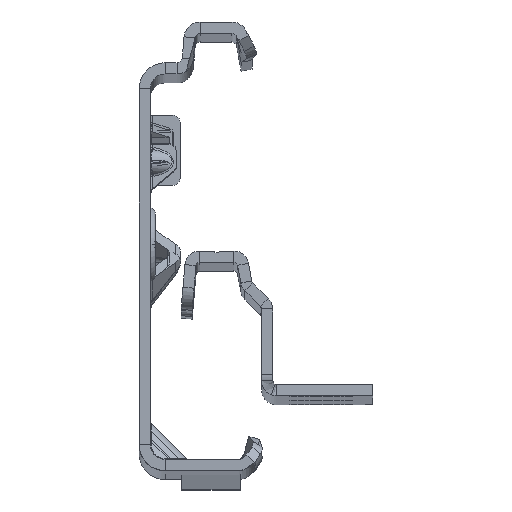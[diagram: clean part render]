
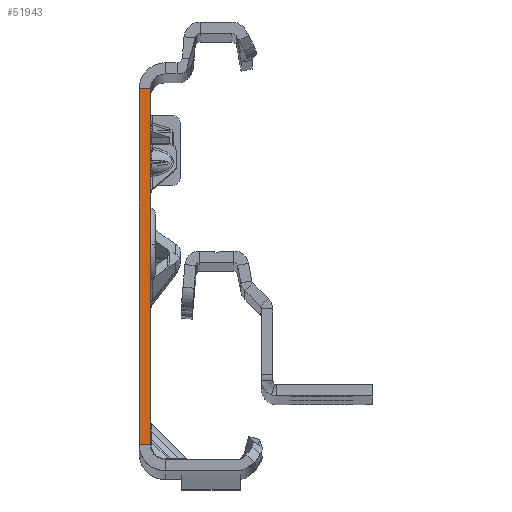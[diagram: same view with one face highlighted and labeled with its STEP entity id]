
A CAD part, top view. The second image highlights one B-rep face of the part: STEP entity #51943.
In plain terms, the highlighted planar face has unit normal (0, 0, 1).
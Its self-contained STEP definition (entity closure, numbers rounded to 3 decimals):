
#262 = CARTESIAN_POINT ( 'NONE',  ( 0., -27.865, 0. ) ) ;
#1651 = VECTOR ( 'NONE', #49248, 1000. ) ;
#1707 = LINE ( 'NONE', #40527, #10520 ) ;
#3111 = ORIENTED_EDGE ( 'NONE', *, *, #50942, .T. ) ;
#4609 = ORIENTED_EDGE ( 'NONE', *, *, #52646, .F. ) ;
#4743 = VERTEX_POINT ( 'NONE', #27055 ) ;
#10520 = VECTOR ( 'NONE', #32087, 1000. ) ;
#12355 = AXIS2_PLACEMENT_3D ( 'NONE', #36945, #28515, #46930 ) ;
#12877 = EDGE_CURVE ( 'NONE', #50561, #50483, #25551, .T. ) ;
#13480 = ORIENTED_EDGE ( 'NONE', *, *, #28715, .T. ) ;
#13782 = DIRECTION ( 'NONE',  ( -1., 0., 0. ) ) ;
#15256 = PLANE ( 'NONE',  #12355 ) ;
#16209 = CARTESIAN_POINT ( 'NONE',  ( 0., 22.135, 0. ) ) ;
#25551 = LINE ( 'NONE', #262, #44594 ) ;
#27055 = CARTESIAN_POINT ( 'NONE',  ( -1.5, -25.865, 0. ) ) ;
#27374 = LINE ( 'NONE', #49797, #1651 ) ;
#28515 = DIRECTION ( 'NONE',  ( 0., 0., 1. ) ) ;
#28715 = EDGE_CURVE ( 'NONE', #53199, #4743, #27374, .T. ) ;
#32087 = DIRECTION ( 'NONE',  ( -1., 0., 0. ) ) ;
#35465 = CARTESIAN_POINT ( 'NONE',  ( 0., 22.135, 0. ) ) ;
#36236 = CARTESIAN_POINT ( 'NONE',  ( 0., -25.865, 0. ) ) ;
#36945 = CARTESIAN_POINT ( 'NONE',  ( -1.5, -27.865, 0. ) ) ;
#37539 = ORIENTED_EDGE ( 'NONE', *, *, #12877, .F. ) ;
#40527 = CARTESIAN_POINT ( 'NONE',  ( 0., -25.865, 0. ) ) ;
#43079 = LINE ( 'NONE', #35465, #55381 ) ;
#44594 = VECTOR ( 'NONE', #50836, 1000. ) ;
#46076 = CARTESIAN_POINT ( 'NONE',  ( -1.5, 22.135, 0. ) ) ;
#46930 = DIRECTION ( 'NONE',  ( 1., 0., 0. ) ) ;
#48578 = EDGE_LOOP ( 'NONE', ( #37539, #3111, #13480, #4609 ) ) ;
#49248 = DIRECTION ( 'NONE',  ( 0., -1., 0. ) ) ;
#49797 = CARTESIAN_POINT ( 'NONE',  ( -1.5, -27.865, 0. ) ) ;
#49832 = FACE_OUTER_BOUND ( 'NONE', #48578, .T. ) ;
#50483 = VERTEX_POINT ( 'NONE', #36236 ) ;
#50561 = VERTEX_POINT ( 'NONE', #16209 ) ;
#50836 = DIRECTION ( 'NONE',  ( 0., -1., 0. ) ) ;
#50942 = EDGE_CURVE ( 'NONE', #50561, #53199, #43079, .T. ) ;
#51943 = ADVANCED_FACE ( 'NONE', ( #49832 ), #15256, .T. ) ;
#52646 = EDGE_CURVE ( 'NONE', #50483, #4743, #1707, .T. ) ;
#53199 = VERTEX_POINT ( 'NONE', #46076 ) ;
#55381 = VECTOR ( 'NONE', #13782, 1000. ) ;
